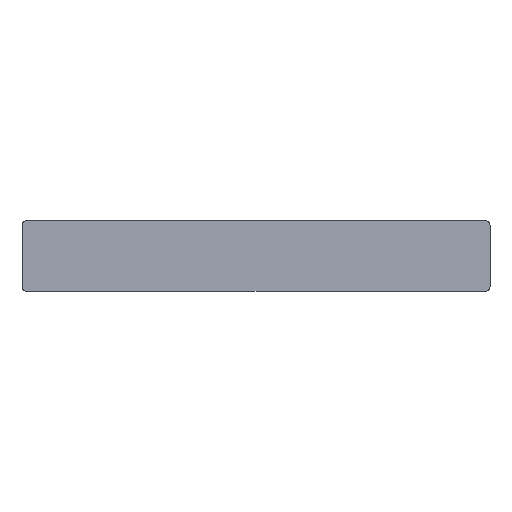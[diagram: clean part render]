
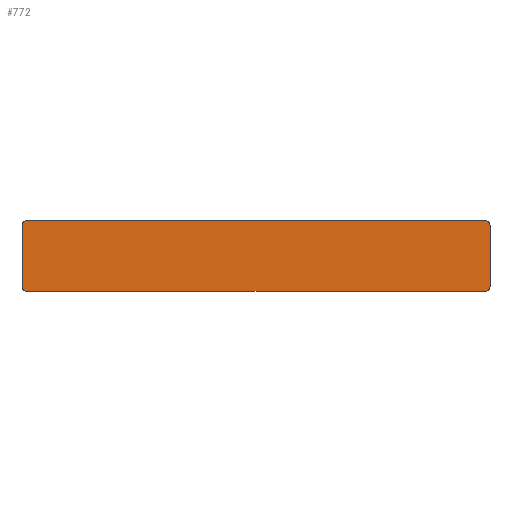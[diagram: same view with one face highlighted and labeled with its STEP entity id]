
A CAD part, top view. The second image highlights one B-rep face of the part: STEP entity #772.
In plain terms, the highlighted planar face has unit normal (0, 0, 1).
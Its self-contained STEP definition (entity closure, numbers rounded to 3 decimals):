
#25=PLANE('',#842);
#67=FACE_OUTER_BOUND('',#112,.T.);
#112=EDGE_LOOP('',(#555,#556,#557,#558,#559,#560,#561,#562));
#165=LINE('',#1112,#265);
#166=LINE('',#1116,#266);
#167=LINE('',#1120,#267);
#168=LINE('',#1123,#268);
#265=VECTOR('',#904,10.);
#266=VECTOR('',#907,10.);
#267=VECTOR('',#910,10.);
#268=VECTOR('',#913,10.);
#363=CIRCLE('',#840,2.);
#365=CIRCLE('',#843,2.);
#366=CIRCLE('',#844,2.);
#367=CIRCLE('',#845,2.);
#371=VERTEX_POINT('',#1102);
#372=VERTEX_POINT('',#1103);
#375=VERTEX_POINT('',#1111);
#376=VERTEX_POINT('',#1113);
#377=VERTEX_POINT('',#1115);
#378=VERTEX_POINT('',#1117);
#379=VERTEX_POINT('',#1119);
#380=VERTEX_POINT('',#1121);
#443=EDGE_CURVE('',#371,#372,#363,.T.);
#447=EDGE_CURVE('',#371,#375,#165,.T.);
#448=EDGE_CURVE('',#376,#375,#365,.T.);
#449=EDGE_CURVE('',#376,#377,#166,.T.);
#450=EDGE_CURVE('',#378,#377,#366,.T.);
#451=EDGE_CURVE('',#378,#379,#167,.T.);
#452=EDGE_CURVE('',#380,#379,#367,.T.);
#453=EDGE_CURVE('',#380,#372,#168,.T.);
#555=ORIENTED_EDGE('',*,*,#443,.F.);
#556=ORIENTED_EDGE('',*,*,#447,.T.);
#557=ORIENTED_EDGE('',*,*,#448,.F.);
#558=ORIENTED_EDGE('',*,*,#449,.T.);
#559=ORIENTED_EDGE('',*,*,#450,.F.);
#560=ORIENTED_EDGE('',*,*,#451,.T.);
#561=ORIENTED_EDGE('',*,*,#452,.F.);
#562=ORIENTED_EDGE('',*,*,#453,.T.);
#772=ADVANCED_FACE('',(#67),#25,.T.);
#840=AXIS2_PLACEMENT_3D('',#1104,#896,#897);
#842=AXIS2_PLACEMENT_3D('',#1110,#902,#903);
#843=AXIS2_PLACEMENT_3D('',#1114,#905,#906);
#844=AXIS2_PLACEMENT_3D('',#1118,#908,#909);
#845=AXIS2_PLACEMENT_3D('',#1122,#911,#912);
#896=DIRECTION('center_axis',(0.,0.,-1.));
#897=DIRECTION('ref_axis',(-0.707,0.707,0.));
#902=DIRECTION('center_axis',(0.,0.,1.));
#903=DIRECTION('ref_axis',(1.,0.,0.));
#904=DIRECTION('',(0.,-1.,0.));
#905=DIRECTION('center_axis',(0.,0.,-1.));
#906=DIRECTION('ref_axis',(-0.707,-0.707,0.));
#907=DIRECTION('',(1.,0.,0.));
#908=DIRECTION('center_axis',(0.,0.,-1.));
#909=DIRECTION('ref_axis',(0.707,-0.707,0.));
#910=DIRECTION('',(0.,1.,0.));
#911=DIRECTION('center_axis',(0.,0.,-1.));
#912=DIRECTION('ref_axis',(0.707,0.707,0.));
#913=DIRECTION('',(-1.,0.,0.));
#1102=CARTESIAN_POINT('',(0.,-2.,5.));
#1103=CARTESIAN_POINT('',(2.,0.,5.));
#1104=CARTESIAN_POINT('Origin',(2.,-2.,5.));
#1110=CARTESIAN_POINT('Origin',(99.,-15.,5.));
#1111=CARTESIAN_POINT('',(0.,-28.,5.));
#1112=CARTESIAN_POINT('',(0.,0.,5.));
#1113=CARTESIAN_POINT('',(2.,-30.,5.));
#1114=CARTESIAN_POINT('Origin',(2.,-28.,5.));
#1115=CARTESIAN_POINT('',(196.,-30.,5.));
#1116=CARTESIAN_POINT('',(0.,-30.,5.));
#1117=CARTESIAN_POINT('',(198.,-28.,5.));
#1118=CARTESIAN_POINT('Origin',(196.,-28.,5.));
#1119=CARTESIAN_POINT('',(198.,-2.,5.));
#1120=CARTESIAN_POINT('',(198.,-30.,5.));
#1121=CARTESIAN_POINT('',(196.,0.,5.));
#1122=CARTESIAN_POINT('Origin',(196.,-2.,5.));
#1123=CARTESIAN_POINT('',(198.,0.,5.));
